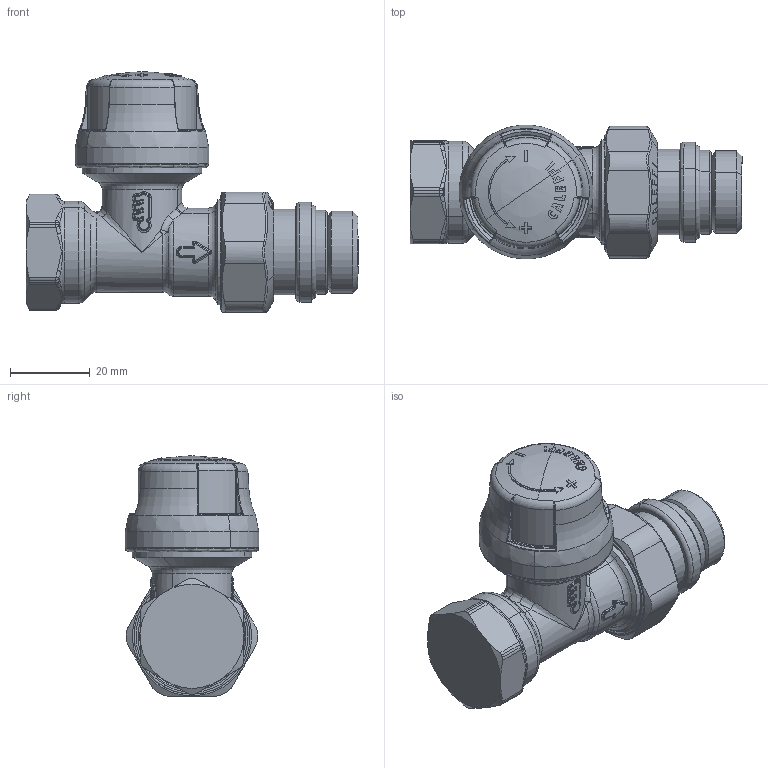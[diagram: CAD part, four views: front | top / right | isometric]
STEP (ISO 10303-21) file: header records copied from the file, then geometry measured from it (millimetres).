
FILE_DESCRIPTION(('CATIA V5 STEP Exchange'),'2;1');
FILE_NAME('STEP_221402_-_TST.stp','2019-08-27T07:35:04+00:00',('none'),('none'),'CATIA Version 5-6 Release 2016 SP4','CATIA V5 STEP AP203','none');
FILE_SCHEMA(('CONFIG_CONTROL_DESIGN'));
Products named in the file (1): 221402 - TST
Bounding box: 83 x 33.39 x 60.1 mm (x, y, z)
Volume: 58809.5 mm3; surface area: 13128.4 mm2
Topology: 1 solids, 2 shells, 1317 faces, 3187 edges, 1841 vertices
Faces by surface type: plane 445, bspline 436, cylinder 266, torus 65, cone 53, sphere 49, revolution 3
Entity records: 60463 total; most frequent: CARTESIAN_POINT 36279, ORIENTED_EDGE 6244, EDGE_CURVE 3122, DIRECTION 2673, VERTEX_POINT 1841, B_SPLINE_CURVE_WITH_KNOTS 1661, EDGE_LOOP 1351, ADVANCED_FACE 1317
